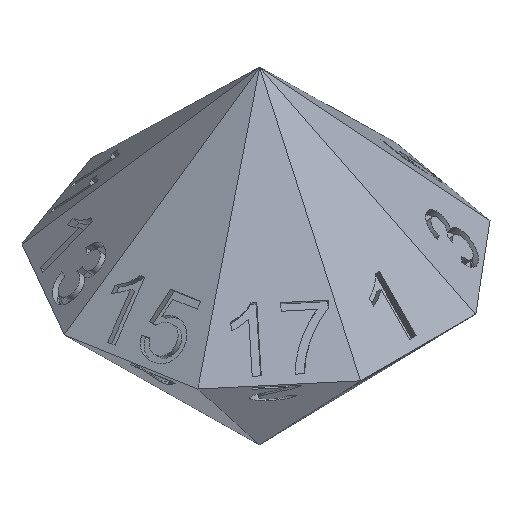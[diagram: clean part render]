
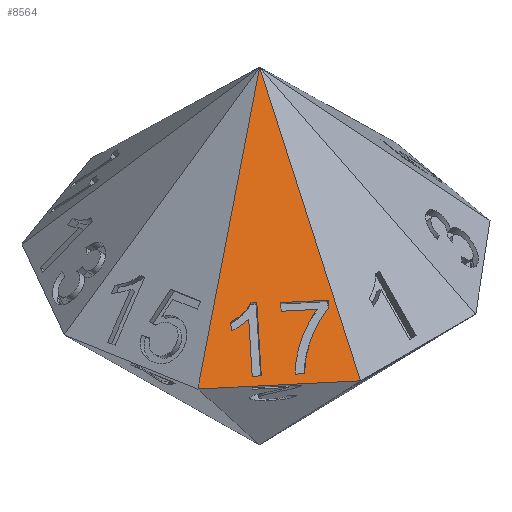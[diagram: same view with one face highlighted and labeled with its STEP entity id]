
A CAD part, isometric view. The second image highlights one B-rep face of the part: STEP entity #8564.
In plain terms, the highlighted planar face has unit normal (-0.462, -0.55, 0.696).
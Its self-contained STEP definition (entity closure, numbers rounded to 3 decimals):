
#7519=CARTESIAN_POINT('',(-4.408,-12.111,0.));
#7520=VERTEX_POINT('',#7519);
#7527=CARTESIAN_POINT('',(-11.162,-6.444,0.));
#7528=VERTEX_POINT('',#7527);
#7529=CARTESIAN_POINT('',(-11.162,-6.444,0.));
#7530=DIRECTION('',(0.766,-0.643,0.));
#7531=VECTOR('',#7530,8.816);
#7532=LINE('',#7529,#7531);
#7533=EDGE_CURVE('',#7528,#7520,#7532,.T.);
#7971=CARTESIAN_POINT('',(0.,-0.,12.5));
#7972=VERTEX_POINT('',#7971);
#8400=CARTESIAN_POINT('',(-7.785,-9.278,0.));
#8401=DIRECTION('',(-0.462,-0.55,0.696));
#8402=DIRECTION('',(-0.,-0.784,-0.62));
#8403=AXIS2_PLACEMENT_3D('',#8400,#8401,#8402);
#8404=PLANE('',#8403);
#8405=CARTESIAN_POINT('',(-6.463,-6.246,3.274));
#8406=VERTEX_POINT('',#8405);
#8407=CARTESIAN_POINT('',(-8.258,-8.386,0.391));
#8408=VERTEX_POINT('',#8407);
#8409=CARTESIAN_POINT('',(-6.463,-6.246,3.274));
#8410=DIRECTION('',(-0.447,-0.533,-0.718));
#8411=VECTOR('',#8410,4.014);
#8412=LINE('',#8409,#8411);
#8413=EDGE_CURVE('',#8406,#8408,#8412,.T.);
#8414=ORIENTED_EDGE('',*,*,#8413,.T.);
#8415=CARTESIAN_POINT('',(-8.634,-8.07,0.391));
#8416=VERTEX_POINT('',#8415);
#8417=CARTESIAN_POINT('',(-8.258,-8.386,0.391));
#8418=DIRECTION('',(-0.766,0.643,-0.));
#8419=VECTOR('',#8418,0.491);
#8420=LINE('',#8417,#8419);
#8421=EDGE_CURVE('',#8408,#8416,#8420,.T.);
#8422=ORIENTED_EDGE('',*,*,#8421,.T.);
#8423=CARTESIAN_POINT('',(-7.235,-6.403,2.637));
#8424=VERTEX_POINT('',#8423);
#8425=CARTESIAN_POINT('',(-8.634,-8.07,0.391));
#8426=DIRECTION('',(0.447,0.533,0.718));
#8427=VECTOR('',#8426,3.127);
#8428=LINE('',#8425,#8427);
#8429=EDGE_CURVE('',#8416,#8424,#8428,.T.);
#8430=ORIENTED_EDGE('',*,*,#8429,.T.);
#8431=CARTESIAN_POINT('',(-8.252,-6.088,2.213));
#8432=VERTEX_POINT('',#8431);
#8433=CARTESIAN_POINT('',(-7.235,-6.403,2.637));
#8434=CARTESIAN_POINT('',(-7.376,-6.387,2.556));
#8435=CARTESIAN_POINT('',(-7.545,-6.348,2.476));
#8436=CARTESIAN_POINT('',(-7.743,-6.285,2.395));
#8437=CARTESIAN_POINT('',(-7.94,-6.221,2.314));
#8438=CARTESIAN_POINT('',(-8.11,-6.156,2.253));
#8439=CARTESIAN_POINT('',(-8.252,-6.088,2.213));
#8440=B_SPLINE_CURVE_WITH_KNOTS('',3,(#8433,#8434,#8435,#8436,#8437,#8438,#8439),.UNSPECIFIED.,.F.,.F.,(4,3,4),(0.,0.5,1.),.UNSPECIFIED.);
#8441=EDGE_CURVE('',#8424,#8432,#8440,.T.);
#8442=ORIENTED_EDGE('',*,*,#8441,.T.);
#8443=CARTESIAN_POINT('',(-8.04,-5.835,2.553));
#8444=VERTEX_POINT('',#8443);
#8445=CARTESIAN_POINT('',(-8.252,-6.088,2.213));
#8446=DIRECTION('',(0.447,0.533,0.718));
#8447=VECTOR('',#8446,0.474);
#8448=LINE('',#8445,#8447);
#8449=EDGE_CURVE('',#8432,#8444,#8448,.T.);
#8450=ORIENTED_EDGE('',*,*,#8449,.T.);
#8451=CARTESIAN_POINT('',(-6.705,-6.043,3.274));
#8452=VERTEX_POINT('',#8451);
#8453=CARTESIAN_POINT('',(-8.04,-5.835,2.553));
#8454=CARTESIAN_POINT('',(-7.772,-5.942,2.646));
#8455=CARTESIAN_POINT('',(-7.518,-6.013,2.758));
#8456=CARTESIAN_POINT('',(-7.279,-6.047,2.89));
#8457=CARTESIAN_POINT('',(-7.039,-6.082,3.022));
#8458=CARTESIAN_POINT('',(-6.848,-6.08,3.15));
#8459=CARTESIAN_POINT('',(-6.705,-6.043,3.274));
#8460=B_SPLINE_CURVE_WITH_KNOTS('',3,(#8453,#8454,#8455,#8456,#8457,#8458,#8459),.UNSPECIFIED.,.F.,.F.,(4,3,4),(0.,0.5,1.),.UNSPECIFIED.);
#8461=EDGE_CURVE('',#8444,#8452,#8460,.T.);
#8462=ORIENTED_EDGE('',*,*,#8461,.T.);
#8463=CARTESIAN_POINT('',(-6.705,-6.043,3.274));
#8464=DIRECTION('',(0.766,-0.643,0.));
#8465=VECTOR('',#8464,0.316);
#8466=LINE('',#8463,#8465);
#8467=EDGE_CURVE('',#8452,#8406,#8466,.T.);
#8468=ORIENTED_EDGE('',*,*,#8467,.T.);
#8469=EDGE_LOOP('',(#8414,#8422,#8430,#8442,#8450,#8462,#8468));
#8470=FACE_BOUND('',#8469,.T.);
#8471=ORIENTED_EDGE('',*,*,#7533,.T.);
#8472=CARTESIAN_POINT('',(0.,-0.,12.5));
#8473=DIRECTION('',(-0.246,-0.675,-0.696));
#8474=VECTOR('',#8473,17.955);
#8475=LINE('',#8472,#8474);
#8476=EDGE_CURVE('',#7972,#7520,#8475,.T.);
#8477=ORIENTED_EDGE('',*,*,#8476,.F.);
#8478=CARTESIAN_POINT('',(-0.,-0.,12.5));
#8479=DIRECTION('',(-0.622,-0.359,-0.696));
#8480=VECTOR('',#8479,17.955);
#8481=LINE('',#8478,#8480);
#8482=EDGE_CURVE('',#7972,#7528,#8481,.T.);
#8483=ORIENTED_EDGE('',*,*,#8482,.T.);
#8484=EDGE_LOOP('',(#8471,#8477,#8483));
#8485=FACE_BOUND('',#8484,.T.);
#8486=CARTESIAN_POINT('',(-5.82,-9.433,1.181));
#8487=VERTEX_POINT('',#8486);
#8488=CARTESIAN_POINT('',(-6.456,-9.898,0.391));
#8489=VERTEX_POINT('',#8488);
#8490=CARTESIAN_POINT('',(-5.82,-9.433,1.181));
#8491=CARTESIAN_POINT('',(-6.045,-9.549,0.94));
#8492=CARTESIAN_POINT('',(-6.257,-9.704,0.677));
#8493=CARTESIAN_POINT('',(-6.456,-9.898,0.391));
#8494=B_SPLINE_CURVE_WITH_KNOTS('',3,(#8490,#8491,#8492,#8493),.UNSPECIFIED.,.F.,.F.,(4,4),(0.739,1.),.UNSPECIFIED.);
#8495=EDGE_CURVE('',#8487,#8489,#8494,.T.);
#8496=ORIENTED_EDGE('',*,*,#8495,.T.);
#8497=CARTESIAN_POINT('',(-6.842,-9.574,0.391));
#8498=VERTEX_POINT('',#8497);
#8499=CARTESIAN_POINT('',(-6.456,-9.898,0.391));
#8500=DIRECTION('',(-0.766,0.643,0.));
#8501=VECTOR('',#8500,0.504);
#8502=LINE('',#8499,#8501);
#8503=EDGE_CURVE('',#8489,#8498,#8502,.T.);
#8504=ORIENTED_EDGE('',*,*,#8503,.T.);
#8505=CARTESIAN_POINT('',(-4.217,-8.621,2.886));
#8506=VERTEX_POINT('',#8505);
#8507=CARTESIAN_POINT('',(-6.842,-9.574,0.391));
#8508=CARTESIAN_POINT('',(-6.697,-9.41,0.617));
#8509=CARTESIAN_POINT('',(-6.48,-9.247,0.89));
#8510=CARTESIAN_POINT('',(-6.19,-9.086,1.21));
#8511=CARTESIAN_POINT('',(-5.901,-8.924,1.53));
#8512=CARTESIAN_POINT('',(-5.579,-8.804,1.838));
#8513=CARTESIAN_POINT('',(-5.225,-8.726,2.135));
#8514=CARTESIAN_POINT('',(-4.87,-8.647,2.432));
#8515=CARTESIAN_POINT('',(-4.535,-8.613,2.682));
#8516=CARTESIAN_POINT('',(-4.217,-8.621,2.886));
#8517=B_SPLINE_CURVE_WITH_KNOTS('',3,(#8507,#8508,#8509,#8510,#8511,#8512,#8513,#8514,#8515,#8516),.UNSPECIFIED.,.F.,.F.,(4,3,3,4),(0.,0.333,0.667,1.),.UNSPECIFIED.);
#8518=EDGE_CURVE('',#8498,#8506,#8517,.T.);
#8519=ORIENTED_EDGE('',*,*,#8518,.T.);
#8520=CARTESIAN_POINT('',(-5.717,-7.363,2.886));
#8521=VERTEX_POINT('',#8520);
#8522=CARTESIAN_POINT('',(-4.217,-8.621,2.886));
#8523=DIRECTION('',(-0.766,0.643,0.));
#8524=VECTOR('',#8523,1.958);
#8525=LINE('',#8522,#8524);
#8526=EDGE_CURVE('',#8506,#8521,#8525,.T.);
#8527=ORIENTED_EDGE('',*,*,#8526,.T.);
#8528=CARTESIAN_POINT('',(-5.506,-7.112,3.225));
#8529=VERTEX_POINT('',#8528);
#8530=CARTESIAN_POINT('',(-5.717,-7.363,2.886));
#8531=DIRECTION('',(0.447,0.533,0.718));
#8532=VECTOR('',#8531,0.472);
#8533=LINE('',#8530,#8532);
#8534=EDGE_CURVE('',#8521,#8529,#8533,.T.);
#8535=ORIENTED_EDGE('',*,*,#8534,.T.);
#8536=CARTESIAN_POINT('',(-3.523,-8.775,3.225));
#8537=VERTEX_POINT('',#8536);
#8538=CARTESIAN_POINT('',(-5.506,-7.112,3.225));
#8539=DIRECTION('',(0.766,-0.643,0.));
#8540=VECTOR('',#8539,2.588);
#8541=LINE('',#8538,#8540);
#8542=EDGE_CURVE('',#8529,#8537,#8541,.T.);
#8543=ORIENTED_EDGE('',*,*,#8542,.T.);
#8544=CARTESIAN_POINT('',(-3.694,-8.978,2.951));
#8545=VERTEX_POINT('',#8544);
#8546=CARTESIAN_POINT('',(-3.523,-8.775,3.225));
#8547=DIRECTION('',(-0.447,-0.533,-0.718));
#8548=VECTOR('',#8547,0.382);
#8549=LINE('',#8546,#8548);
#8550=EDGE_CURVE('',#8537,#8545,#8549,.T.);
#8551=ORIENTED_EDGE('',*,*,#8550,.T.);
#8552=CARTESIAN_POINT('',(-3.694,-8.978,2.951));
#8553=CARTESIAN_POINT('',(-4.01,-8.959,2.756));
#8554=CARTESIAN_POINT('',(-4.364,-8.989,2.498));
#8555=CARTESIAN_POINT('',(-4.757,-9.068,2.175));
#8556=CARTESIAN_POINT('',(-5.149,-9.146,1.853));
#8557=CARTESIAN_POINT('',(-5.503,-9.268,1.521));
#8558=CARTESIAN_POINT('',(-5.82,-9.433,1.181));
#8559=B_SPLINE_CURVE_WITH_KNOTS('',3,(#8552,#8553,#8554,#8555,#8556,#8557,#8558),.UNSPECIFIED.,.F.,.F.,(4,3,4),(0.,0.37,0.739),.UNSPECIFIED.);
#8560=EDGE_CURVE('',#8545,#8487,#8559,.T.);
#8561=ORIENTED_EDGE('',*,*,#8560,.T.);
#8562=EDGE_LOOP('',(#8496,#8504,#8519,#8527,#8535,#8543,#8551,#8561));
#8563=FACE_BOUND('',#8562,.T.);
#8564=ADVANCED_FACE('',(#8470,#8485,#8563),#8404,.T.);
